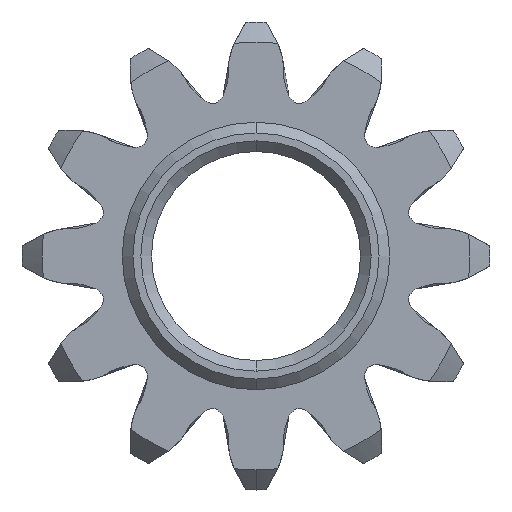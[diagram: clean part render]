
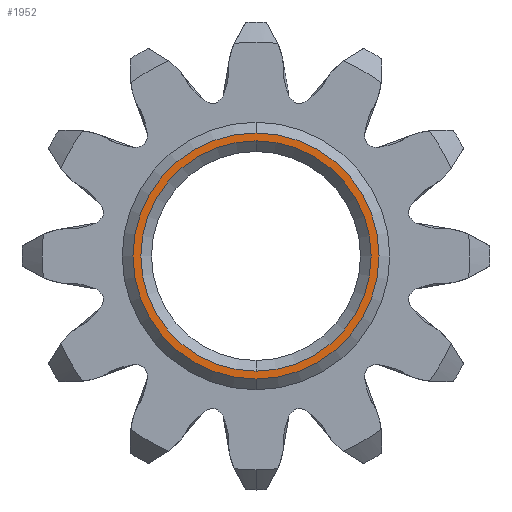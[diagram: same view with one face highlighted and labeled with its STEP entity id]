
A CAD part, left-side view. The second image highlights one B-rep face of the part: STEP entity #1952.
In plain terms, the highlighted planar face has unit normal (-1, 0, 0).
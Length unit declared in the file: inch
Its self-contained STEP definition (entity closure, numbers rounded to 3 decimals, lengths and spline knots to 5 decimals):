
#434 = EDGE_CURVE ( 'NONE', #4097, #6480, #4068, .T. ) ;
#603 = AXIS2_PLACEMENT_3D ( 'NONE', #5330, #6931, #4259 ) ;
#715 = EDGE_CURVE ( 'NONE', #6390, #3730, #3642, .T. ) ;
#850 = DIRECTION ( 'NONE',  ( 0., 0., 1. ) ) ;
#958 = CIRCLE ( 'NONE', #603, 0.10765 ) ;
#961 = CARTESIAN_POINT ( 'NONE',  ( -0.375, 0., -0.115 ) ) ;
#1056 = CARTESIAN_POINT ( 'NONE',  ( -0.375, 0., -0.10765 ) ) ;
#1068 = CARTESIAN_POINT ( 'NONE',  ( -0.375, 0., 0.10765 ) ) ;
#1200 = ORIENTED_EDGE ( 'NONE', *, *, #434, .T. ) ;
#1585 = CARTESIAN_POINT ( 'NONE',  ( -0.375, 0., 0. ) ) ;
#1784 = FACE_BOUND ( 'NONE', #3465, .T. ) ;
#1952 = ADVANCED_FACE ( 'NONE', ( #1962, #1784 ), #3571, .T. ) ;
#1962 = FACE_OUTER_BOUND ( 'NONE', #7106, .T. ) ;
#2663 = ORIENTED_EDGE ( 'NONE', *, *, #6037, .T. ) ;
#2704 = AXIS2_PLACEMENT_3D ( 'NONE', #1585, #7117, #5462 ) ;
#2987 = EDGE_CURVE ( 'NONE', #6480, #4097, #3155, .T. ) ;
#3155 = CIRCLE ( 'NONE', #3726, 0.115 ) ;
#3212 = CARTESIAN_POINT ( 'NONE',  ( -0.375, 0., 0. ) ) ;
#3465 = EDGE_LOOP ( 'NONE', ( #2663, #4721 ) ) ;
#3571 = PLANE ( 'NONE',  #6561 ) ;
#3642 = CIRCLE ( 'NONE', #2704, 0.10765 ) ;
#3726 = AXIS2_PLACEMENT_3D ( 'NONE', #3212, #5418, #6479 ) ;
#3730 = VERTEX_POINT ( 'NONE', #1068 ) ;
#3922 = ORIENTED_EDGE ( 'NONE', *, *, #2987, .T. ) ;
#4068 = CIRCLE ( 'NONE', #5558, 0.115 ) ;
#4097 = VERTEX_POINT ( 'NONE', #4232 ) ;
#4232 = CARTESIAN_POINT ( 'NONE',  ( -0.375, 0., 0.115 ) ) ;
#4259 = DIRECTION ( 'NONE',  ( 0., 0., 1. ) ) ;
#4573 = CARTESIAN_POINT ( 'NONE',  ( -0.375, 0., 0. ) ) ;
#4721 = ORIENTED_EDGE ( 'NONE', *, *, #715, .T. ) ;
#5126 = DIRECTION ( 'NONE',  ( 0., 0., -1. ) ) ;
#5330 = CARTESIAN_POINT ( 'NONE',  ( -0.375, 0., 0. ) ) ;
#5331 = DIRECTION ( 'NONE',  ( -1., 0., 0. ) ) ;
#5418 = DIRECTION ( 'NONE',  ( -1., 0., 0. ) ) ;
#5462 = DIRECTION ( 'NONE',  ( 0., 0., 1. ) ) ;
#5558 = AXIS2_PLACEMENT_3D ( 'NONE', #4573, #5660, #5126 ) ;
#5660 = DIRECTION ( 'NONE',  ( -1., 0., 0. ) ) ;
#6037 = EDGE_CURVE ( 'NONE', #3730, #6390, #958, .T. ) ;
#6390 = VERTEX_POINT ( 'NONE', #1056 ) ;
#6479 = DIRECTION ( 'NONE',  ( 0., 0., -1. ) ) ;
#6480 = VERTEX_POINT ( 'NONE', #961 ) ;
#6561 = AXIS2_PLACEMENT_3D ( 'NONE', #7006, #5331, #850 ) ;
#6931 = DIRECTION ( 'NONE',  ( 1., 0., 0. ) ) ;
#7006 = CARTESIAN_POINT ( 'NONE',  ( -0.375, 0.21453, 0.01227 ) ) ;
#7106 = EDGE_LOOP ( 'NONE', ( #3922, #1200 ) ) ;
#7117 = DIRECTION ( 'NONE',  ( 1., 0., 0. ) ) ;
